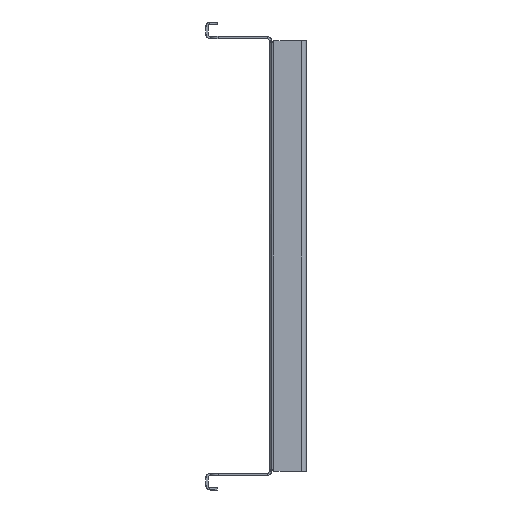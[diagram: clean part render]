
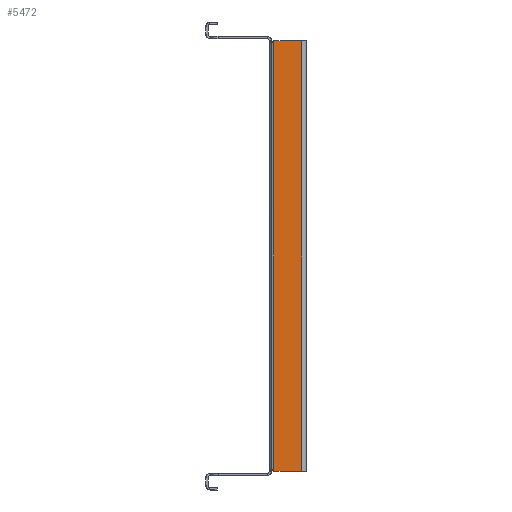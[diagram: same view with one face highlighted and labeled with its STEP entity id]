
A CAD part, left-side view. The second image highlights one B-rep face of the part: STEP entity #5472.
In plain terms, the highlighted planar face has unit normal (-1, 0, 0).
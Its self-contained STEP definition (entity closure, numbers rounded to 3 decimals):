
#67 = VERTEX_POINT ( 'NONE', #16779 ) ;
#336 = LINE ( 'NONE', #13604, #636 ) ;
#444 = VERTEX_POINT ( 'NONE', #9130 ) ;
#537 = ORIENTED_EDGE ( 'NONE', *, *, #3375, .T. ) ;
#635 = VECTOR ( 'NONE', #8243, 1000. ) ;
#636 = VECTOR ( 'NONE', #4598, 1000. ) ;
#665 = VERTEX_POINT ( 'NONE', #4433 ) ;
#1108 = LINE ( 'NONE', #8157, #635 ) ;
#1503 = EDGE_CURVE ( 'NONE', #67, #8622, #336, .T. ) ;
#1608 = AXIS2_PLACEMENT_3D ( 'NONE', #15286, #18299, #11111 ) ;
#1766 = CARTESIAN_POINT ( 'NONE',  ( -430., -4., 0. ) ) ;
#2477 = FACE_OUTER_BOUND ( 'NONE', #5196, .T. ) ;
#2786 = EDGE_CURVE ( 'NONE', #665, #67, #1108, .T. ) ;
#3320 = EDGE_CURVE ( 'NONE', #444, #665, #4898, .T. ) ;
#3375 = EDGE_CURVE ( 'NONE', #8622, #444, #4703, .T. ) ;
#4239 = CARTESIAN_POINT ( 'NONE',  ( -430., -4., 193. ) ) ;
#4433 = CARTESIAN_POINT ( 'NONE',  ( -430., -29., -193. ) ) ;
#4598 = DIRECTION ( 'NONE',  ( 0., 1., 0. ) ) ;
#4665 = ORIENTED_EDGE ( 'NONE', *, *, #2786, .T. ) ;
#4703 = LINE ( 'NONE', #1766, #12695 ) ;
#4841 = VECTOR ( 'NONE', #10599, 1000. ) ;
#4898 = LINE ( 'NONE', #12095, #4841 ) ;
#5196 = EDGE_LOOP ( 'NONE', ( #5874, #4665, #12425, #537 ) ) ;
#5472 = ADVANCED_FACE ( 'NONE', ( #2477 ), #9523, .T. ) ;
#5874 = ORIENTED_EDGE ( 'NONE', *, *, #3320, .T. ) ;
#7565 = DIRECTION ( 'NONE',  ( 0., 0., -1. ) ) ;
#8157 = CARTESIAN_POINT ( 'NONE',  ( -430., -29., -193. ) ) ;
#8243 = DIRECTION ( 'NONE',  ( 0., 0., 1. ) ) ;
#8622 = VERTEX_POINT ( 'NONE', #4239 ) ;
#9130 = CARTESIAN_POINT ( 'NONE',  ( -430., -4., -193. ) ) ;
#9523 = PLANE ( 'NONE',  #1608 ) ;
#10599 = DIRECTION ( 'NONE',  ( 0., -1., 0. ) ) ;
#11111 = DIRECTION ( 'NONE',  ( 0., -1., 0. ) ) ;
#12095 = CARTESIAN_POINT ( 'NONE',  ( -430., 0., -193. ) ) ;
#12425 = ORIENTED_EDGE ( 'NONE', *, *, #1503, .T. ) ;
#12695 = VECTOR ( 'NONE', #7565, 1000. ) ;
#13604 = CARTESIAN_POINT ( 'NONE',  ( -430., 0., 193. ) ) ;
#15286 = CARTESIAN_POINT ( 'NONE',  ( -430., 0., 0. ) ) ;
#16779 = CARTESIAN_POINT ( 'NONE',  ( -430., -29., 193. ) ) ;
#18299 = DIRECTION ( 'NONE',  ( -1., 0., 0. ) ) ;
